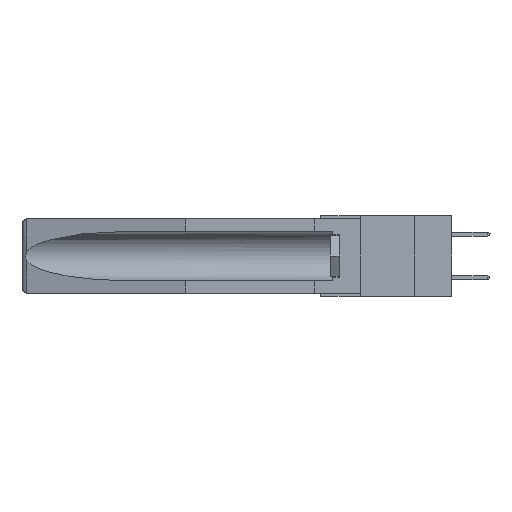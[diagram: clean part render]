
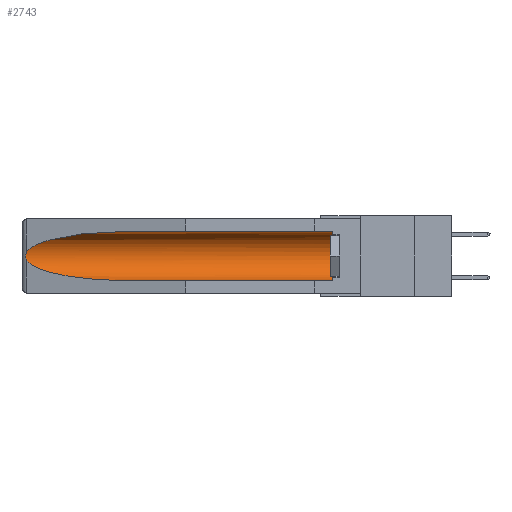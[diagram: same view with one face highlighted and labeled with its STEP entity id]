
A CAD part, left-side view. The second image highlights one B-rep face of the part: STEP entity #2743.
In plain terms, the highlighted cylindrical face has radius 2.857 mm (diameter 5.715 mm), a partial arc.
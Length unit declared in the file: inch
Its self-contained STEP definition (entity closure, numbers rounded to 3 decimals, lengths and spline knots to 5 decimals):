
#662 = CARTESIAN_POINT ( 'NONE',  ( 0.2673, 1.5327, -0.16383 ) ) ;
#1229 = EDGE_CURVE ( 'NONE', #27794, #12645, #16751, .T. ) ;
#1895 = VERTEX_POINT ( 'NONE', #25442 ) ;
#2604 = CARTESIAN_POINT ( 'NONE',  ( 0.25451, 1.48313, -0.09465 ) ) ;
#2743 = ADVANCED_FACE ( 'NONE', ( #3433 ), #8334, .F. ) ;
#3433 = FACE_OUTER_BOUND ( 'NONE', #20248, .T. ) ;
#3465 = CARTESIAN_POINT ( 'NONE',  ( 0.155, 0.126, -0.284 ) ) ;
#3756 = DIRECTION ( 'NONE',  ( 0., 0., 1. ) ) ;
#3883 = CIRCLE ( 'NONE', #26428, 0.1125 ) ;
#4741 = ORIENTED_EDGE ( 'NONE', *, *, #21432, .T. ) ;
#5982 = DIRECTION ( 'NONE',  ( 0., 0., 1. ) ) ;
#6294 = CARTESIAN_POINT ( 'NONE',  ( 0.21114, 1.30732, -0.284 ) ) ;
#6488 = CARTESIAN_POINT ( 'NONE',  ( 0.155, 1.07973, -0.284 ) ) ;
#6664 =( BOUNDED_CURVE ( )  B_SPLINE_CURVE ( 3, ( #19591, #10982, #6294, #6488 ),
 .UNSPECIFIED., .F., .F. ) 
 B_SPLINE_CURVE_WITH_KNOTS ( ( 4, 4 ),
 ( 0.1948, 1.5708 ),
 .UNSPECIFIED. ) 
 CURVE ( )  GEOMETRIC_REPRESENTATION_ITEM ( )  RATIONAL_B_SPLINE_CURVE ( ( 1., 0.848, 0.848, 1. ) ) 
 REPRESENTATION_ITEM ( '' )  );
#8334 = CYLINDRICAL_SURFACE ( 'NONE', #17435, 0.1125 ) ;
#8950 = CARTESIAN_POINT ( 'NONE',  ( 0.26537, 1.52718, -0.14972 ) ) ;
#9451 = ORIENTED_EDGE ( 'NONE', *, *, #16235, .T. ) ;
#10982 = CARTESIAN_POINT ( 'NONE',  ( 0.25451, 1.48313, -0.24835 ) ) ;
#11230 = CARTESIAN_POINT ( 'NONE',  ( 0.155, -0.30754, -0.284 ) ) ;
#11756 = CARTESIAN_POINT ( 'NONE',  ( 0.26654, 1.53092, -0.15636 ) ) ;
#11854 = CARTESIAN_POINT ( 'NONE',  ( 0.2673, 1.53269, -0.17917 ) ) ;
#12426 = VERTEX_POINT ( 'NONE', #13020 ) ;
#12427 = EDGE_CURVE ( 'NONE', #12426, #1895, #17920, .T. ) ;
#12531 = DIRECTION ( 'NONE',  ( 0., 1., 0. ) ) ;
#12645 = VERTEX_POINT ( 'NONE', #15825 ) ;
#13020 = CARTESIAN_POINT ( 'NONE',  ( 0.26537, 1.52718, -0.14972 ) ) ;
#13084 = ORIENTED_EDGE ( 'NONE', *, *, #22172, .T. ) ;
#13826 = DIRECTION ( 'NONE',  ( 0., 1., 0. ) ) ;
#13832 = CARTESIAN_POINT ( 'NONE',  ( 0.26537, 1.52718, -0.14972 ) ) ;
#14025 = CARTESIAN_POINT ( 'NONE',  ( 0.26597, 1.52961, -0.15275 ) ) ;
#14521 = ORIENTED_EDGE ( 'NONE', *, *, #27261, .T. ) ;
#15376 = ORIENTED_EDGE ( 'NONE', *, *, #1229, .F. ) ;
#15825 = CARTESIAN_POINT ( 'NONE',  ( 0.155, 1.07973, -0.284 ) ) ;
#15944 = CARTESIAN_POINT ( 'NONE',  ( 0.155, 1.07973, -0.059 ) ) ;
#16235 = EDGE_CURVE ( 'NONE', #22268, #12426, #26443, .T. ) ;
#16323 = CARTESIAN_POINT ( 'NONE',  ( 0.2675, 1.53308, -0.16763 ) ) ;
#16417 = CARTESIAN_POINT ( 'NONE',  ( 0.2675, 1.53308, -0.17534 ) ) ;
#16751 = LINE ( 'NONE', #11230, #25754 ) ;
#17433 = ORIENTED_EDGE ( 'NONE', *, *, #12427, .T. ) ;
#17435 = AXIS2_PLACEMENT_3D ( 'NONE', #28023, #12531, #5982 ) ;
#17920 = B_SPLINE_CURVE_WITH_KNOTS ( 'NONE', 3,
 ( #13832, #14025, #11756, #662, #16323, #16417, #11854, #22920, #18370, #25140 ),
 .UNSPECIFIED., .F., .F.,
 ( 4, 2, 2, 2, 4 ),
 ( 0., 0.00029, 0.00058, 0.00087, 0.00117 ),
 .UNSPECIFIED. ) ;
#18219 = DIRECTION ( 'NONE',  ( 0., 1., 0. ) ) ;
#18370 = CARTESIAN_POINT ( 'NONE',  ( 0.26597, 1.5296, -0.19026 ) ) ;
#18611 = VERTEX_POINT ( 'NONE', #19502 ) ;
#19502 = CARTESIAN_POINT ( 'NONE',  ( 0.155, 0.126, -0.059 ) ) ;
#19591 = CARTESIAN_POINT ( 'NONE',  ( 0.26537, 1.52718, -0.19328 ) ) ;
#19708 = LINE ( 'NONE', #22629, #20393 ) ;
#19990 = CARTESIAN_POINT ( 'NONE',  ( 0.21114, 1.30732, -0.059 ) ) ;
#20248 = EDGE_LOOP ( 'NONE', ( #9451, #17433, #4741, #15376, #13084, #14521 ) ) ;
#20393 = VECTOR ( 'NONE', #13826, 39.37008 ) ;
#21432 = EDGE_CURVE ( 'NONE', #1895, #12645, #6664, .T. ) ;
#22172 = EDGE_CURVE ( 'NONE', #27794, #18611, #3883, .T. ) ;
#22268 = VERTEX_POINT ( 'NONE', #28365 ) ;
#22629 = CARTESIAN_POINT ( 'NONE',  ( 0.155, -0.30754, -0.059 ) ) ;
#22920 = CARTESIAN_POINT ( 'NONE',  ( 0.26655, 1.53094, -0.18657 ) ) ;
#25140 = CARTESIAN_POINT ( 'NONE',  ( 0.26537, 1.52718, -0.19328 ) ) ;
#25442 = CARTESIAN_POINT ( 'NONE',  ( 0.26537, 1.52718, -0.19328 ) ) ;
#25754 = VECTOR ( 'NONE', #18219, 39.37008 ) ;
#26428 = AXIS2_PLACEMENT_3D ( 'NONE', #27885, #28274, #3756 ) ;
#26443 =( BOUNDED_CURVE ( )  B_SPLINE_CURVE ( 3, ( #15944, #19990, #2604, #8950 ),
 .UNSPECIFIED., .F., .F. ) 
 B_SPLINE_CURVE_WITH_KNOTS ( ( 4, 4 ),
 ( 4.71239, 6.08839 ),
 .UNSPECIFIED. ) 
 CURVE ( )  GEOMETRIC_REPRESENTATION_ITEM ( )  RATIONAL_B_SPLINE_CURVE ( ( 1., 0.848, 0.848, 1. ) ) 
 REPRESENTATION_ITEM ( '' )  );
#27261 = EDGE_CURVE ( 'NONE', #18611, #22268, #19708, .T. ) ;
#27794 = VERTEX_POINT ( 'NONE', #3465 ) ;
#27885 = CARTESIAN_POINT ( 'NONE',  ( 0.155, 0.126, -0.1715 ) ) ;
#28023 = CARTESIAN_POINT ( 'NONE',  ( 0.155, -0.30754, -0.1715 ) ) ;
#28274 = DIRECTION ( 'NONE',  ( 0., -1., 0. ) ) ;
#28365 = CARTESIAN_POINT ( 'NONE',  ( 0.155, 1.07973, -0.059 ) ) ;
